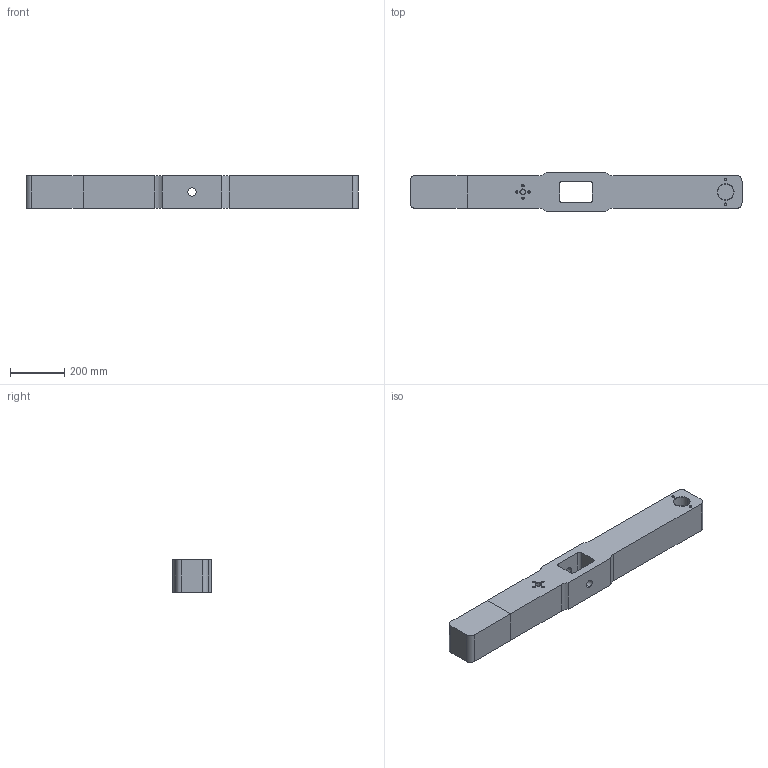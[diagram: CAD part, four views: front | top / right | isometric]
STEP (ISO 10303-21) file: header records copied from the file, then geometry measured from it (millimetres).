
FILE_DESCRIPTION (( 'STEP AP214' ), '1' );
FILE_NAME ('hing.STEP', '2018-01-30T14:18:14', ( '' ), ( '' ), 'SwSTEP 2.0', 'SolidWorks 2017', '' );
FILE_SCHEMA (( 'AUTOMOTIVE_DESIGN' ));
Length unit declared in the file: millimetre
Products named in the file (1): hing
Bounding box: 1220 x 140 x 120 mm (x, y, z)
Volume: 16775910.7 mm3; surface area: 693015.1 mm2
Topology: 2 solids, 2 shells, 80 faces, 184 edges, 116 vertices
Faces by surface type: cylinder 32, plane 28, cone 20
Entity records: 2327 total; most frequent: DIRECTION 430, CARTESIAN_POINT 381, ORIENTED_EDGE 368, EDGE_CURVE 184, AXIS2_PLACEMENT_3D 165, VERTEX_POINT 116, VECTOR 100, LINE 100
